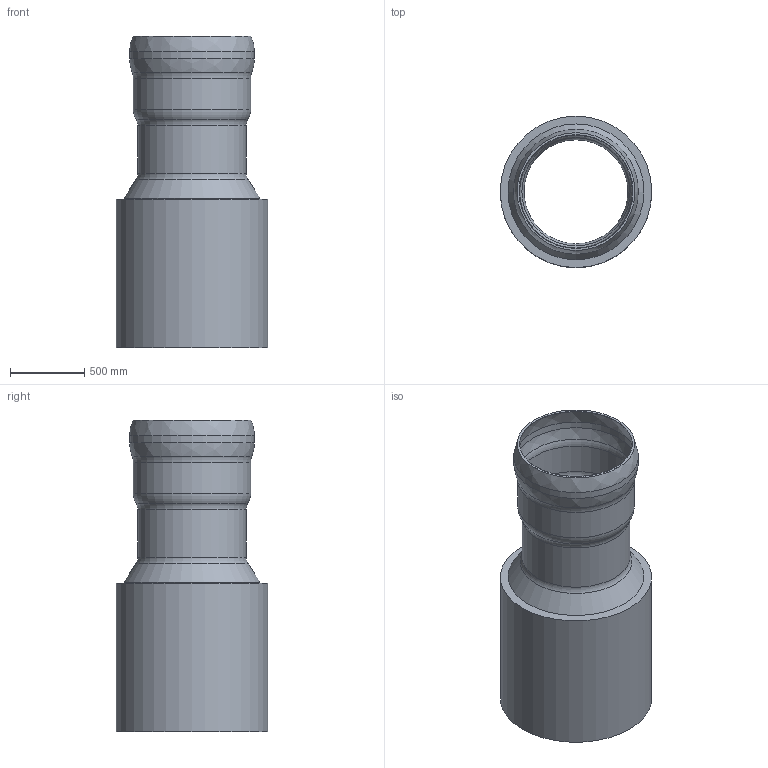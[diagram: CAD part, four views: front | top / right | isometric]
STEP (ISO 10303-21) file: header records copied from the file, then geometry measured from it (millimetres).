
FILE_DESCRIPTION(/* description */ (''),/* implementation_level */ '2;1');
FILE_NAME(/* name */ '08220.070C_3D.stp',/* time_stamp */ '2024-12-11T14:19:54+01:00',/* author */ ('CAD'),/* organization */ (''),/* preprocessor_version */ 'ST-DEVELOPER v20',/* originating_system */ 'AutoCAD Mechanical',/* authorisation */ '');
FILE_SCHEMA (('AUTOMOTIVE_DESIGN { 1 0 10303 214 3 1 1 }'));
Length unit declared in the file: centimetre
Products named in the file (2): Product; *S0
Assembly tree (1 placements, depth 2):
  Product
    *S0
Bounding box: 1020 x 1020 x 2100.04 mm (x, y, z)
Volume: 236058207.8 mm3; surface area: 11945643.2 mm2
Topology: 2 solids, 2 shells, 27 faces, 66 edges, 42 vertices
Faces by surface type: torus 8, cylinder 8, cone 4, bspline 4, plane 3
Full cylindrical faces by diameter (mm): 700 x1, 730 x1, 760 x1, 790 x1, 810 x1, 840 x1, 890 x1, 1020 x1
Entity records: 965 total; most frequent: CARTESIAN_POINT 242, DIRECTION 172, ORIENTED_EDGE 132, AXIS2_PLACEMENT_3D 80, EDGE_CURVE 66, CIRCLE 54, VERTEX_POINT 42, EDGE_LOOP 30
